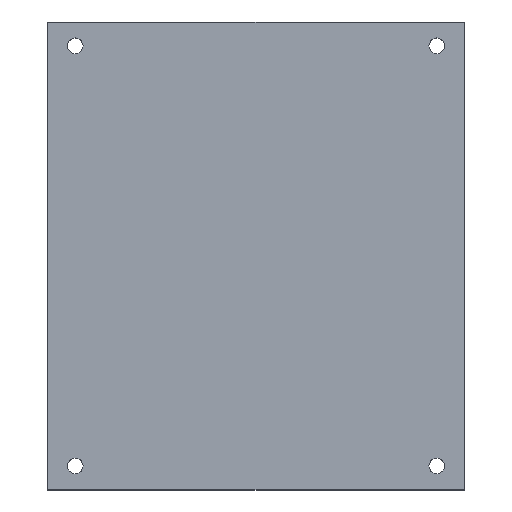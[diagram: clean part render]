
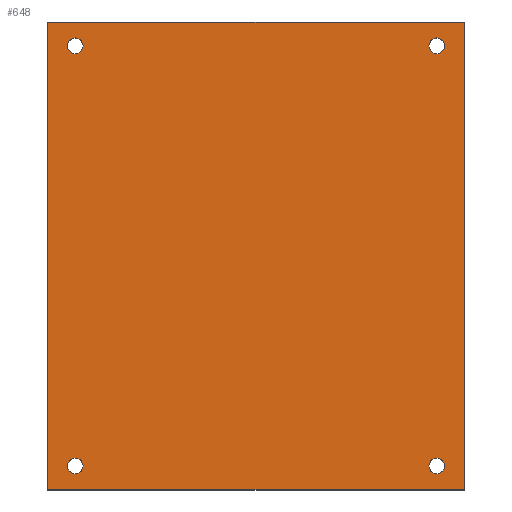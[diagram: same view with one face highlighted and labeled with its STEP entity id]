
A CAD part, top view. The second image highlights one B-rep face of the part: STEP entity #648.
In plain terms, the highlighted planar face has unit normal (0, 0, 1).
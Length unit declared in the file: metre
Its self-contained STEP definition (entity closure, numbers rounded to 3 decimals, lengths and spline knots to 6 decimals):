
#22=CIRCLE('',#712,0.00145);
#24=CIRCLE('',#715,0.00145);
#26=CIRCLE('',#718,0.00145);
#28=CIRCLE('',#722,0.00145);
#150=ORIENTED_EDGE('',*,*,#251,.F.);
#151=ORIENTED_EDGE('',*,*,#254,.F.);
#152=ORIENTED_EDGE('',*,*,#257,.T.);
#153=ORIENTED_EDGE('',*,*,#267,.T.);
#154=ORIENTED_EDGE('',*,*,#262,.F.);
#155=ORIENTED_EDGE('',*,*,#260,.T.);
#156=ORIENTED_EDGE('',*,*,#258,.F.);
#157=ORIENTED_EDGE('',*,*,#270,.T.);
#251=EDGE_CURVE('',#323,#320,#385,.T.);
#254=EDGE_CURVE('',#325,#323,#388,.T.);
#257=EDGE_CURVE('',#325,#327,#391,.T.);
#258=EDGE_CURVE('',#328,#328,#22,.T.);
#260=EDGE_CURVE('',#330,#330,#24,.T.);
#262=EDGE_CURVE('',#332,#332,#26,.T.);
#267=EDGE_CURVE('',#327,#320,#395,.T.);
#270=EDGE_CURVE('',#338,#338,#28,.T.);
#320=VERTEX_POINT('',#1006);
#323=VERTEX_POINT('',#1011);
#325=VERTEX_POINT('',#1017);
#327=VERTEX_POINT('',#1023);
#328=VERTEX_POINT('',#1027);
#330=VERTEX_POINT('',#1032);
#332=VERTEX_POINT('',#1037);
#338=VERTEX_POINT('',#1053);
#385=LINE('',#1012,#451);
#388=LINE('',#1018,#454);
#391=LINE('',#1024,#457);
#395=LINE('',#1047,#461);
#451=VECTOR('',#831,1.);
#454=VECTOR('',#836,1.);
#457=VECTOR('',#841,1.);
#461=VECTOR('',#865,1.);
#520=EDGE_LOOP('',(#150,#151,#152,#153));
#521=EDGE_LOOP('',(#154));
#522=EDGE_LOOP('',(#155));
#523=EDGE_LOOP('',(#156));
#524=EDGE_LOOP('',(#157));
#580=FACE_BOUND('',#520,.T.);
#581=FACE_BOUND('',#521,.T.);
#582=FACE_BOUND('',#522,.T.);
#583=FACE_BOUND('',#523,.T.);
#584=FACE_BOUND('',#524,.T.);
#614=PLANE('',#724);
#648=ADVANCED_FACE('',(#580,#581,#582,#583,#584),#614,.T.);
#712=AXIS2_PLACEMENT_3D('',#1026,#844,#845);
#715=AXIS2_PLACEMENT_3D('',#1031,#850,#851);
#718=AXIS2_PLACEMENT_3D('',#1036,#856,#857);
#722=AXIS2_PLACEMENT_3D('',#1052,#870,#871);
#724=AXIS2_PLACEMENT_3D('',#1056,#874,#875);
#831=DIRECTION('',(1.,0.,0.));
#836=DIRECTION('',(0.,1.,0.));
#841=DIRECTION('',(1.,0.,0.));
#844=DIRECTION('',(0.,0.,1.));
#845=DIRECTION('',(1.,0.,0.));
#850=DIRECTION('',(0.,0.,-1.));
#851=DIRECTION('',(1.,0.,0.));
#856=DIRECTION('',(0.,0.,1.));
#857=DIRECTION('',(1.,0.,0.));
#865=DIRECTION('',(0.,1.,0.));
#870=DIRECTION('',(0.,0.,-1.));
#871=DIRECTION('',(1.,0.,0.));
#874=DIRECTION('',(0.,0.,1.));
#875=DIRECTION('',(1.,0.,0.));
#1006=CARTESIAN_POINT('',(0.0765,0.086,0.003));
#1011=CARTESIAN_POINT('',(0.,0.086,0.003));
#1012=CARTESIAN_POINT('',(0.021268,0.086,0.003));
#1017=CARTESIAN_POINT('',(0.,0.,0.003));
#1018=CARTESIAN_POINT('',(0.,0.0845,0.003));
#1023=CARTESIAN_POINT('',(0.0765,0.,0.003));
#1024=CARTESIAN_POINT('',(0.03825,0.,0.003));
#1026=CARTESIAN_POINT('',(0.071493,0.00439,0.003));
#1027=CARTESIAN_POINT('',(0.072943,0.00439,0.003));
#1031=CARTESIAN_POINT('',(0.071493,0.08161,0.003));
#1032=CARTESIAN_POINT('',(0.072943,0.08161,0.003));
#1036=CARTESIAN_POINT('',(0.005007,0.08161,0.003));
#1037=CARTESIAN_POINT('',(0.006457,0.08161,0.003));
#1047=CARTESIAN_POINT('',(0.0765,0.02463,0.003));
#1052=CARTESIAN_POINT('',(0.005007,0.00439,0.003));
#1053=CARTESIAN_POINT('',(0.006457,0.00439,0.003));
#1056=CARTESIAN_POINT('',(0.03825,0.043,0.003));
